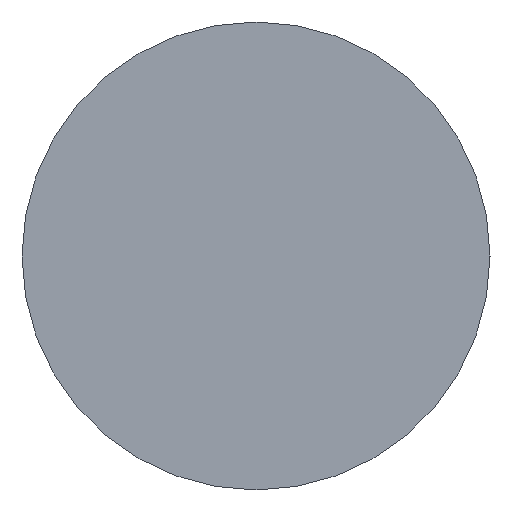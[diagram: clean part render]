
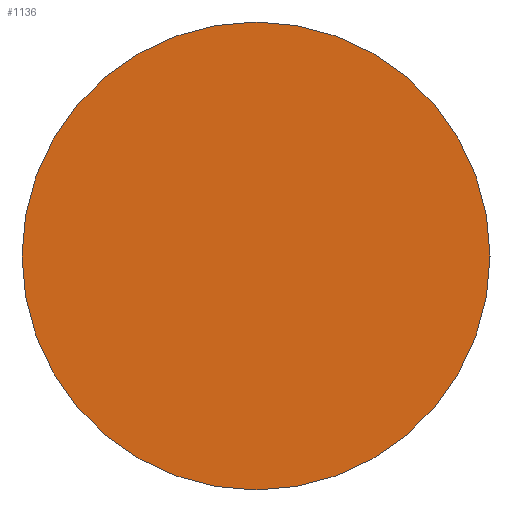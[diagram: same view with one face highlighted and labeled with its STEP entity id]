
A CAD part, left-side view. The second image highlights one B-rep face of the part: STEP entity #1136.
In plain terms, the highlighted planar face has unit normal (-1, 0, 0).
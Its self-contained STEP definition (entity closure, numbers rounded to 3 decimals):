
#28 = ORIENTED_EDGE ( 'NONE', *, *, #1589, .T. ) ;
#35 = DIRECTION ( 'NONE',  ( 0., 0., 1. ) ) ;
#125 = PLANE ( 'NONE',  #1017 ) ;
#273 = CARTESIAN_POINT ( 'NONE',  ( 0., 0., 0. ) ) ;
#447 = EDGE_CURVE ( 'NONE', #1321, #1719, #1391, .T. ) ;
#477 = CARTESIAN_POINT ( 'NONE',  ( 0., 0., 0. ) ) ;
#488 = EDGE_LOOP ( 'NONE', ( #900, #28 ) ) ;
#739 = AXIS2_PLACEMENT_3D ( 'NONE', #477, #889, #35 ) ;
#776 = CIRCLE ( 'NONE', #1198, 27.5 ) ;
#850 = DIRECTION ( 'NONE',  ( 1., 0., 0. ) ) ;
#889 = DIRECTION ( 'NONE',  ( -1., 0., 0. ) ) ;
#900 = ORIENTED_EDGE ( 'NONE', *, *, #447, .T. ) ;
#1006 = DIRECTION ( 'NONE',  ( 0., 0., 1. ) ) ;
#1017 = AXIS2_PLACEMENT_3D ( 'NONE', #273, #850, #1415 ) ;
#1136 = ADVANCED_FACE ( 'NONE', ( #1225 ), #125, .F. ) ;
#1174 = DIRECTION ( 'NONE',  ( -1., 0., 0. ) ) ;
#1186 = CARTESIAN_POINT ( 'NONE',  ( 0., 0., 27.5 ) ) ;
#1198 = AXIS2_PLACEMENT_3D ( 'NONE', #1591, #1174, #1006 ) ;
#1225 = FACE_OUTER_BOUND ( 'NONE', #488, .T. ) ;
#1321 = VERTEX_POINT ( 'NONE', #1186 ) ;
#1391 = CIRCLE ( 'NONE', #739, 27.5 ) ;
#1415 = DIRECTION ( 'NONE',  ( 0., 0., -1. ) ) ;
#1486 = CARTESIAN_POINT ( 'NONE',  ( 0., 0., -27.5 ) ) ;
#1589 = EDGE_CURVE ( 'NONE', #1719, #1321, #776, .T. ) ;
#1591 = CARTESIAN_POINT ( 'NONE',  ( 0., 0., 0. ) ) ;
#1719 = VERTEX_POINT ( 'NONE', #1486 ) ;
